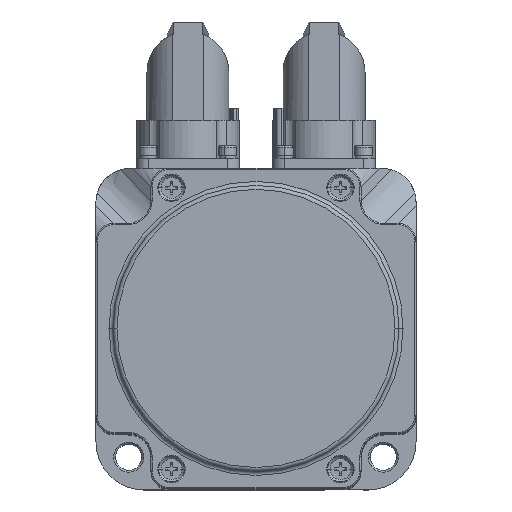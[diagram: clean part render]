
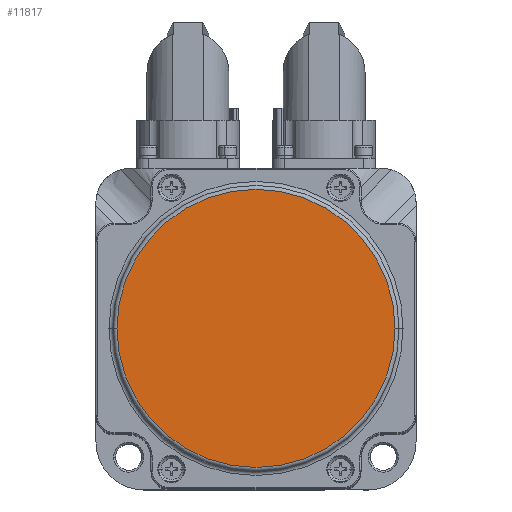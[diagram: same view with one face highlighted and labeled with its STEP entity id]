
A CAD part, top view. The second image highlights one B-rep face of the part: STEP entity #11817.
In plain terms, the highlighted planar face has unit normal (0, 0, 1).
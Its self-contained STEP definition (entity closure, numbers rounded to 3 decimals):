
#4829 = CARTESIAN_POINT ( 'NONE',  ( -34.75, 0., 217.1 ) ) ;
#8152 = CARTESIAN_POINT ( 'NONE',  ( 0., 0., 217.1 ) ) ;
#10741 = EDGE_CURVE ( 'NONE', #32179, #22440, #76479, .T. ) ;
#11802 = EDGE_CURVE ( 'NONE', #22440, #32179, #56730, .T. ) ;
#11817 = ADVANCED_FACE ( 'NONE', ( #68803 ), #55863, .T. ) ;
#14194 = DIRECTION ( 'NONE',  ( 1., 0., 0. ) ) ;
#19870 = AXIS2_PLACEMENT_3D ( 'NONE', #8152, #49888, #14194 ) ;
#20152 = DIRECTION ( 'NONE',  ( 0., 0., 1. ) ) ;
#22440 = VERTEX_POINT ( 'NONE', #4829 ) ;
#22935 = EDGE_LOOP ( 'NONE', ( #68286, #23977 ) ) ;
#23977 = ORIENTED_EDGE ( 'NONE', *, *, #11802, .T. ) ;
#30656 = CARTESIAN_POINT ( 'NONE',  ( 0., 0., 217.1 ) ) ;
#31855 = AXIS2_PLACEMENT_3D ( 'NONE', #67010, #20152, #61838 ) ;
#32179 = VERTEX_POINT ( 'NONE', #69173 ) ;
#36678 = DIRECTION ( 'NONE',  ( 1., 0., 0. ) ) ;
#49888 = DIRECTION ( 'NONE',  ( 0., 0., 1. ) ) ;
#55863 = PLANE ( 'NONE',  #31855 ) ;
#56730 = CIRCLE ( 'NONE', #19870, 34.75 ) ;
#61838 = DIRECTION ( 'NONE',  ( 1., 0., 0. ) ) ;
#67010 = CARTESIAN_POINT ( 'NONE',  ( 0., 0., 217.1 ) ) ;
#68286 = ORIENTED_EDGE ( 'NONE', *, *, #10741, .T. ) ;
#68803 = FACE_OUTER_BOUND ( 'NONE', #22935, .T. ) ;
#69173 = CARTESIAN_POINT ( 'NONE',  ( 34.75, 0., 217.1 ) ) ;
#70954 = AXIS2_PLACEMENT_3D ( 'NONE', #30656, #72338, #36678 ) ;
#72338 = DIRECTION ( 'NONE',  ( 0., 0., 1. ) ) ;
#76479 = CIRCLE ( 'NONE', #70954, 34.75 ) ;
